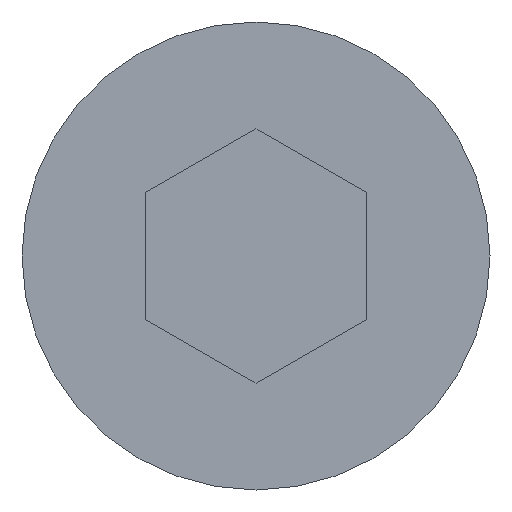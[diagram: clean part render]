
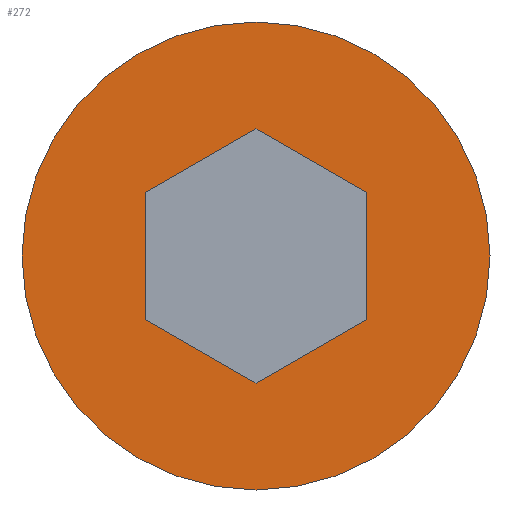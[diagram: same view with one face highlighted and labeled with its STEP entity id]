
A CAD part, left-side view. The second image highlights one B-rep face of the part: STEP entity #272.
In plain terms, the highlighted planar face has unit normal (-1, 0, 0).
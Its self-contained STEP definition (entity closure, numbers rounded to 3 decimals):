
#31 = AXIS2_PLACEMENT_3D ( 'NONE', #269, #83, #451 ) ;
#32 = VERTEX_POINT ( 'NONE', #427 ) ;
#34 = CARTESIAN_POINT ( 'NONE',  ( 15., 4.25, -4.25 ) ) ;
#49 = VECTOR ( 'NONE', #476, 1000. ) ;
#64 = ORIENTED_EDGE ( 'NONE', *, *, #116, .T. ) ;
#67 = VECTOR ( 'NONE', #278, 1000. ) ;
#70 = ORIENTED_EDGE ( 'NONE', *, *, #446, .T. ) ;
#75 = VERTEX_POINT ( 'NONE', #384 ) ;
#79 = CIRCLE ( 'NONE', #262, 4.25 ) ;
#82 = ORIENTED_EDGE ( 'NONE', *, *, #124, .T. ) ;
#83 = DIRECTION ( 'NONE',  ( -1., 0., 0. ) ) ;
#89 = CARTESIAN_POINT ( 'NONE',  ( 15., 4.25, 0. ) ) ;
#90 = VERTEX_POINT ( 'NONE', #34 ) ;
#93 = CARTESIAN_POINT ( 'NONE',  ( 15., 4.25, 2.309 ) ) ;
#101 = VERTEX_POINT ( 'NONE', #218 ) ;
#116 = EDGE_CURVE ( 'NONE', #289, #32, #344, .T. ) ;
#117 = LINE ( 'NONE', #340, #411 ) ;
#121 = ORIENTED_EDGE ( 'NONE', *, *, #462, .T. ) ;
#124 = EDGE_CURVE ( 'NONE', #32, #469, #433, .T. ) ;
#129 = DIRECTION ( 'NONE',  ( 0., 0., -1. ) ) ;
#132 = LINE ( 'NONE', #93, #67 ) ;
#142 = DIRECTION ( 'NONE',  ( 0., 0.866, 0.5 ) ) ;
#144 = FACE_OUTER_BOUND ( 'NONE', #414, .T. ) ;
#182 = EDGE_LOOP ( 'NONE', ( #323, #64, #82, #70, #121, #333 ) ) ;
#185 = LINE ( 'NONE', #263, #307 ) ;
#190 = CARTESIAN_POINT ( 'NONE',  ( 15., 4.25, -2.309 ) ) ;
#193 = VECTOR ( 'NONE', #142, 1000. ) ;
#199 = VERTEX_POINT ( 'NONE', #259 ) ;
#206 = DIRECTION ( 'NONE',  ( 0., 0., -1. ) ) ;
#209 = LINE ( 'NONE', #461, #271 ) ;
#213 = CARTESIAN_POINT ( 'NONE',  ( 15., 6.25, 0. ) ) ;
#218 = CARTESIAN_POINT ( 'NONE',  ( 15., 2.25, 1.155 ) ) ;
#259 = CARTESIAN_POINT ( 'NONE',  ( 15., 4.25, 2.309 ) ) ;
#262 = AXIS2_PLACEMENT_3D ( 'NONE', #89, #408, #206 ) ;
#263 = CARTESIAN_POINT ( 'NONE',  ( 15., 2.25, -1.155 ) ) ;
#269 = CARTESIAN_POINT ( 'NONE',  ( 15., 7.53, 0. ) ) ;
#270 = CARTESIAN_POINT ( 'NONE',  ( 15., 2.25, -1.155 ) ) ;
#271 = VECTOR ( 'NONE', #129, 1000. ) ;
#272 = ADVANCED_FACE ( 'NONE', ( #343, #144 ), #365, .T. ) ;
#278 = DIRECTION ( 'NONE',  ( 0., -0.866, -0.5 ) ) ;
#289 = VERTEX_POINT ( 'NONE', #190 ) ;
#302 = DIRECTION ( 'NONE',  ( 0., 0.866, -0.5 ) ) ;
#307 = VECTOR ( 'NONE', #302, 1000. ) ;
#318 = EDGE_CURVE ( 'NONE', #90, #75, #372, .T. ) ;
#323 = ORIENTED_EDGE ( 'NONE', *, *, #357, .T. ) ;
#331 = DIRECTION ( 'NONE',  ( 1., 0., 0. ) ) ;
#333 = ORIENTED_EDGE ( 'NONE', *, *, #440, .T. ) ;
#340 = CARTESIAN_POINT ( 'NONE',  ( 15., 6.25, 1.155 ) ) ;
#343 = FACE_BOUND ( 'NONE', #182, .T. ) ;
#344 = LINE ( 'NONE', #424, #193 ) ;
#348 = ORIENTED_EDGE ( 'NONE', *, *, #318, .F. ) ;
#357 = EDGE_CURVE ( 'NONE', #458, #289, #185, .T. ) ;
#365 = PLANE ( 'NONE',  #31 ) ;
#368 = DIRECTION ( 'NONE',  ( 0., 0., -1. ) ) ;
#372 = CIRCLE ( 'NONE', #470, 4.25 ) ;
#374 = DIRECTION ( 'NONE',  ( 0., -0.866, 0.5 ) ) ;
#376 = CARTESIAN_POINT ( 'NONE',  ( 15., 6.25, 1.155 ) ) ;
#383 = ORIENTED_EDGE ( 'NONE', *, *, #389, .F. ) ;
#384 = CARTESIAN_POINT ( 'NONE',  ( 15., 4.25, 4.25 ) ) ;
#389 = EDGE_CURVE ( 'NONE', #75, #90, #79, .T. ) ;
#408 = DIRECTION ( 'NONE',  ( 1., 0., 0. ) ) ;
#411 = VECTOR ( 'NONE', #374, 1000. ) ;
#414 = EDGE_LOOP ( 'NONE', ( #348, #383 ) ) ;
#424 = CARTESIAN_POINT ( 'NONE',  ( 15., 4.25, -2.309 ) ) ;
#427 = CARTESIAN_POINT ( 'NONE',  ( 15., 6.25, -1.155 ) ) ;
#433 = LINE ( 'NONE', #213, #49 ) ;
#440 = EDGE_CURVE ( 'NONE', #101, #458, #209, .T. ) ;
#445 = CARTESIAN_POINT ( 'NONE',  ( 15., 4.25, 0. ) ) ;
#446 = EDGE_CURVE ( 'NONE', #469, #199, #117, .T. ) ;
#451 = DIRECTION ( 'NONE',  ( 0., 0., 1. ) ) ;
#458 = VERTEX_POINT ( 'NONE', #270 ) ;
#461 = CARTESIAN_POINT ( 'NONE',  ( 15., 2.25, 0. ) ) ;
#462 = EDGE_CURVE ( 'NONE', #199, #101, #132, .T. ) ;
#469 = VERTEX_POINT ( 'NONE', #376 ) ;
#470 = AXIS2_PLACEMENT_3D ( 'NONE', #445, #331, #368 ) ;
#476 = DIRECTION ( 'NONE',  ( 0., 0., 1. ) ) ;
